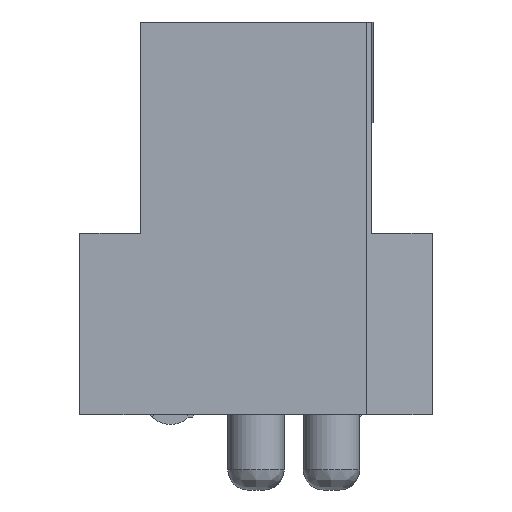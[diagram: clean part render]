
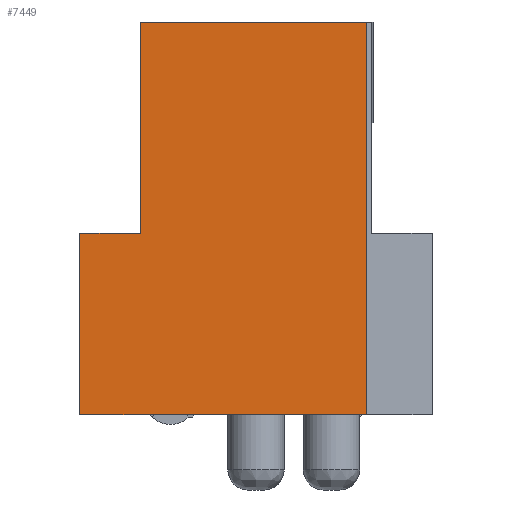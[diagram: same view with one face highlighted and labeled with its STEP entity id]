
A CAD part, left-side view. The second image highlights one B-rep face of the part: STEP entity #7449.
In plain terms, the highlighted planar face has unit normal (-1, 0, 0).
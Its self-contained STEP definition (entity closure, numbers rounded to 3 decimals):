
#2839=LINE('',#43858,#5511);
#2840=LINE('',#43861,#5512);
#2841=LINE('',#43863,#5513);
#2842=LINE('',#43865,#5514);
#2843=LINE('',#43867,#5515);
#2844=LINE('',#43869,#5516);
#5511=VECTOR('',#32026,1.);
#5512=VECTOR('',#32027,1.);
#5513=VECTOR('',#32028,1.);
#5514=VECTOR('',#32029,1.);
#5515=VECTOR('',#32030,1.);
#5516=VECTOR('',#32031,1.);
#7449=ADVANCED_FACE('SPLSRF1293',(#9647),#8468,.F.);
#8468=PLANE('',#27049);
#9647=FACE_OUTER_BOUND('',#10986,.T.);
#10986=EDGE_LOOP('',(#15357,#15358,#15359,#15360,#15361,#15362));
#15357=ORIENTED_EDGE('',*,*,#23820,.F.);
#15358=ORIENTED_EDGE('',*,*,#23821,.T.);
#15359=ORIENTED_EDGE('',*,*,#23822,.T.);
#15360=ORIENTED_EDGE('',*,*,#23823,.T.);
#15361=ORIENTED_EDGE('',*,*,#23824,.F.);
#15362=ORIENTED_EDGE('',*,*,#23825,.T.);
#20579=VERTEX_POINT('',#43859);
#20580=VERTEX_POINT('',#43860);
#20581=VERTEX_POINT('',#43862);
#20582=VERTEX_POINT('',#43864);
#20583=VERTEX_POINT('',#43866);
#20584=VERTEX_POINT('',#43868);
#23820=EDGE_CURVE('',#20579,#20580,#2839,.T.);
#23821=EDGE_CURVE('LINE3675',#20579,#20581,#2840,.T.);
#23822=EDGE_CURVE('LINE3875',#20581,#20582,#2841,.T.);
#23823=EDGE_CURVE('LINE7',#20582,#20583,#2842,.T.);
#23824=EDGE_CURVE('LINE3685',#20584,#20583,#2843,.T.);
#23825=EDGE_CURVE('LINE599',#20584,#20580,#2844,.T.);
#27049=AXIS2_PLACEMENT_3D('',#43870,#32032,#32033);
#32026=DIRECTION('',(0.,0.,1.));
#32027=DIRECTION('',(0.,1.,0.));
#32028=DIRECTION('',(0.,0.,-1.));
#32029=DIRECTION('',(0.,-1.,0.));
#32030=DIRECTION('',(0.,0.,-1.));
#32031=DIRECTION('',(0.,1.,0.));
#32032=DIRECTION('',(1.,0.,0.));
#32033=DIRECTION('',(0.,1.,0.));
#43858=CARTESIAN_POINT('',(-1.2,3.8,-0.156));
#43859=CARTESIAN_POINT('',(-1.2,3.8,3.6));
#43860=CARTESIAN_POINT('',(-1.2,3.8,7.8));
#43861=CARTESIAN_POINT('',(-1.2,3.7,3.6));
#43862=CARTESIAN_POINT('',(-1.2,5.,3.6));
#43863=CARTESIAN_POINT('',(-1.2,5.,3.6));
#43864=CARTESIAN_POINT('',(-1.2,5.,0.));
#43865=CARTESIAN_POINT('',(-1.2,5.,0.));
#43866=CARTESIAN_POINT('',(-1.2,-0.7,0.));
#43867=CARTESIAN_POINT('',(-1.2,-0.7,3.6));
#43868=CARTESIAN_POINT('',(-1.2,-0.7,7.8));
#43869=CARTESIAN_POINT('',(-1.2,-0.7,7.8));
#43870=CARTESIAN_POINT('',(-1.2,-0.814,-0.156));
